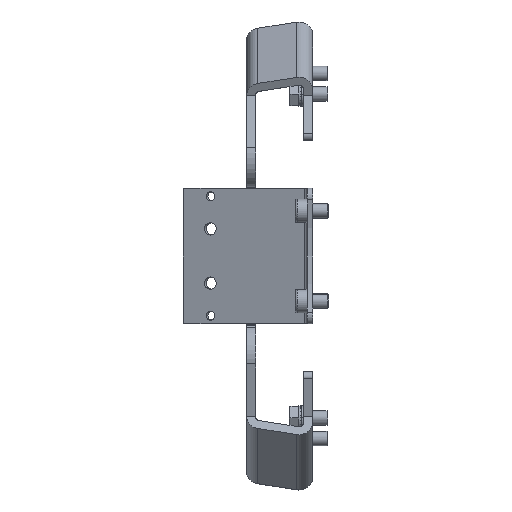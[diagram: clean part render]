
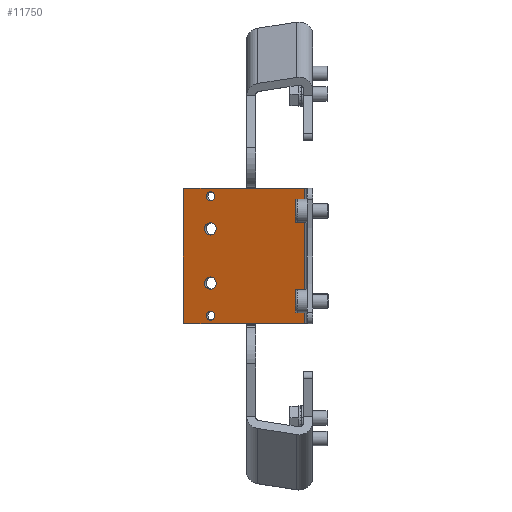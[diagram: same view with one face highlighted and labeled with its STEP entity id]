
A CAD part, front view. The second image highlights one B-rep face of the part: STEP entity #11750.
In plain terms, the highlighted planar face has unit normal (-0.342, -0.94, 0).
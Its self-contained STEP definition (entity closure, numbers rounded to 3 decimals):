
#778 = LINE ( 'NONE', #12939, #17770 ) ;
#1159 = ORIENTED_EDGE ( 'NONE', *, *, #30565, .F. ) ;
#2055 = AXIS2_PLACEMENT_3D ( 'NONE', #30510, #37257, #27278 ) ;
#2257 = DIRECTION ( 'NONE',  ( 0.94, -0.342, 0. ) ) ;
#2446 = LINE ( 'NONE', #14739, #19452 ) ;
#2902 = CARTESIAN_POINT ( 'NONE',  ( 1803.684, 171.378, 2007.5 ) ) ;
#2904 = DIRECTION ( 'NONE',  ( -0.342, -0.94, 0. ) ) ;
#4332 = AXIS2_PLACEMENT_3D ( 'NONE', #17456, #41071, #20892 ) ;
#4762 = FACE_BOUND ( 'NONE', #24278, .T. ) ;
#4851 = VERTEX_POINT ( 'NONE', #41280 ) ;
#4947 = CARTESIAN_POINT ( 'NONE',  ( 1749.183, 191.215, 2003. ) ) ;
#5168 = VERTEX_POINT ( 'NONE', #43099 ) ;
#5191 = CARTESIAN_POINT ( 'NONE',  ( 1737.437, 195.49, 2006.5 ) ) ;
#5878 = VERTEX_POINT ( 'NONE', #33805 ) ;
#6146 = CARTESIAN_POINT ( 'NONE',  ( 1754.727, 189.197, 1955. ) ) ;
#6801 = ORIENTED_EDGE ( 'NONE', *, *, #28846, .T. ) ;
#7265 = CIRCLE ( 'NONE', #24142, 2.5 ) ;
#7542 = ORIENTED_EDGE ( 'NONE', *, *, #38977, .F. ) ;
#8437 = EDGE_CURVE ( 'NONE', #17175, #13858, #7265, .T. ) ;
#8596 = DIRECTION ( 'NONE',  ( 0.94, -0.342, 0. ) ) ;
#8940 = ORIENTED_EDGE ( 'NONE', *, *, #28766, .F. ) ;
#9158 = VERTEX_POINT ( 'NONE', #17089 ) ;
#9213 = CARTESIAN_POINT ( 'NONE',  ( 1751.532, 190.36, 2003. ) ) ;
#9497 = AXIS2_PLACEMENT_3D ( 'NONE', #9213, #32940, #12613 ) ;
#9864 = AXIS2_PLACEMENT_3D ( 'NONE', #42760, #22616, #2257 ) ;
#10045 = CIRCLE ( 'NONE', #18632, 3.4 ) ;
#10577 = CIRCLE ( 'NONE', #4332, 2.5 ) ;
#10705 = CARTESIAN_POINT ( 'NONE',  ( 1751.532, 190.36, 1985. ) ) ;
#10821 = CIRCLE ( 'NONE', #26805, 3.4 ) ;
#11640 = CARTESIAN_POINT ( 'NONE',  ( 1748.337, 191.523, 1955. ) ) ;
#11728 = CARTESIAN_POINT ( 'NONE',  ( 1806.974, 170.181, 1932.5 ) ) ;
#11750 = ADVANCED_FACE ( 'NONE', ( #22863, #39720, #31832, #4762, #13769 ), #20439, .T. ) ;
#11812 = EDGE_CURVE ( 'NONE', #12037, #4851, #10577, .T. ) ;
#12037 = VERTEX_POINT ( 'NONE', #4947 ) ;
#12287 = CIRCLE ( 'NONE', #28132, 1. ) ;
#12613 = DIRECTION ( 'NONE',  ( 0.94, -0.342, 0. ) ) ;
#12939 = CARTESIAN_POINT ( 'NONE',  ( 1806.974, 170.181, 2007.5 ) ) ;
#13285 = EDGE_LOOP ( 'NONE', ( #15654, #8940 ) ) ;
#13769 = FACE_OUTER_BOUND ( 'NONE', #23799, .T. ) ;
#13858 = VERTEX_POINT ( 'NONE', #28754 ) ;
#14107 = DIRECTION ( 'NONE',  ( 0.94, -0.342, 0. ) ) ;
#14439 = ORIENTED_EDGE ( 'NONE', *, *, #11812, .F. ) ;
#14563 = AXIS2_PLACEMENT_3D ( 'NONE', #5191, #28959, #8596 ) ;
#14739 = CARTESIAN_POINT ( 'NONE',  ( 1736.497, 195.832, 2007.5 ) ) ;
#15022 = CARTESIAN_POINT ( 'NONE',  ( 1751.532, 190.36, 1985. ) ) ;
#15492 = ORIENTED_EDGE ( 'NONE', *, *, #18243, .F. ) ;
#15493 = CIRCLE ( 'NONE', #9864, 2.5 ) ;
#15654 = ORIENTED_EDGE ( 'NONE', *, *, #8437, .F. ) ;
#16332 = CARTESIAN_POINT ( 'NONE',  ( 1737.437, 195.49, 1933.5 ) ) ;
#16380 = DIRECTION ( 'NONE',  ( -0.94, 0.342, 0. ) ) ;
#17089 = CARTESIAN_POINT ( 'NONE',  ( 1803.684, 171.378, 1932.5 ) ) ;
#17175 = VERTEX_POINT ( 'NONE', #24632 ) ;
#17243 = EDGE_CURVE ( 'NONE', #41814, #5878, #2446, .T. ) ;
#17456 = CARTESIAN_POINT ( 'NONE',  ( 1751.532, 190.36, 2003. ) ) ;
#17770 = VECTOR ( 'NONE', #16380, 1000. ) ;
#18211 = DIRECTION ( 'NONE',  ( 0., 0., -1. ) ) ;
#18243 = EDGE_CURVE ( 'NONE', #4851, #12037, #41002, .T. ) ;
#18478 = DIRECTION ( 'NONE',  ( 0.94, -0.342, 0. ) ) ;
#18632 = AXIS2_PLACEMENT_3D ( 'NONE', #15022, #38707, #18478 ) ;
#18651 = CARTESIAN_POINT ( 'NONE',  ( 1751.532, 190.36, 1955. ) ) ;
#19452 = VECTOR ( 'NONE', #18211, 1000. ) ;
#19518 = DIRECTION ( 'NONE',  ( -0.342, -0.94, 0. ) ) ;
#19763 = DIRECTION ( 'NONE',  ( 0.94, -0.342, 0. ) ) ;
#19924 = CARTESIAN_POINT ( 'NONE',  ( 1748.337, 191.523, 1985. ) ) ;
#20439 = PLANE ( 'NONE',  #2055 ) ;
#20892 = DIRECTION ( 'NONE',  ( 0.94, -0.342, 0. ) ) ;
#21086 = VERTEX_POINT ( 'NONE', #6146 ) ;
#22097 = DIRECTION ( 'NONE',  ( 0.94, -0.342, 0. ) ) ;
#22247 = CARTESIAN_POINT ( 'NONE',  ( 1803.684, 171.378, 2007.5 ) ) ;
#22496 = VERTEX_POINT ( 'NONE', #11640 ) ;
#22616 = DIRECTION ( 'NONE',  ( -0.342, -0.94, 0. ) ) ;
#22863 = FACE_BOUND ( 'NONE', #24977, .T. ) ;
#23285 = ORIENTED_EDGE ( 'NONE', *, *, #26044, .F. ) ;
#23286 = CARTESIAN_POINT ( 'NONE',  ( 1751.532, 190.36, 1937. ) ) ;
#23799 = EDGE_LOOP ( 'NONE', ( #23957, #33668, #43125, #6801, #1159, #40877 ) ) ;
#23957 = ORIENTED_EDGE ( 'NONE', *, *, #43721, .T. ) ;
#24142 = AXIS2_PLACEMENT_3D ( 'NONE', #23286, #2904, #26683 ) ;
#24278 = EDGE_LOOP ( 'NONE', ( #15492, #14439 ) ) ;
#24632 = CARTESIAN_POINT ( 'NONE',  ( 1753.881, 189.505, 1937. ) ) ;
#24698 = EDGE_CURVE ( 'NONE', #42886, #41814, #39323, .T. ) ;
#24977 = EDGE_LOOP ( 'NONE', ( #7542, #40998 ) ) ;
#25445 = DIRECTION ( 'NONE',  ( -0.94, 0.342, 0. ) ) ;
#25635 = DIRECTION ( 'NONE',  ( 0., 0., -1. ) ) ;
#26044 = EDGE_CURVE ( 'NONE', #5168, #30465, #10045, .T. ) ;
#26683 = DIRECTION ( 'NONE',  ( 0.94, -0.342, 0. ) ) ;
#26805 = AXIS2_PLACEMENT_3D ( 'NONE', #39735, #19518, #43091 ) ;
#27197 = AXIS2_PLACEMENT_3D ( 'NONE', #18651, #42235, #22097 ) ;
#27278 = DIRECTION ( 'NONE',  ( 0.94, -0.342, 0. ) ) ;
#27910 = ORIENTED_EDGE ( 'NONE', *, *, #28512, .F. ) ;
#28132 = AXIS2_PLACEMENT_3D ( 'NONE', #16332, #39981, #19763 ) ;
#28512 = EDGE_CURVE ( 'NONE', #30465, #5168, #34078, .T. ) ;
#28754 = CARTESIAN_POINT ( 'NONE',  ( 1749.183, 191.215, 1937. ) ) ;
#28766 = EDGE_CURVE ( 'NONE', #13858, #17175, #15493, .T. ) ;
#28846 = EDGE_CURVE ( 'NONE', #5878, #30321, #12287, .T. ) ;
#28959 = DIRECTION ( 'NONE',  ( -0.342, -0.94, 0. ) ) ;
#29765 = VECTOR ( 'NONE', #25445, 1000. ) ;
#30321 = VERTEX_POINT ( 'NONE', #39266 ) ;
#30465 = VERTEX_POINT ( 'NONE', #19924 ) ;
#30510 = CARTESIAN_POINT ( 'NONE',  ( 1806.974, 170.181, 2007.5 ) ) ;
#30565 = EDGE_CURVE ( 'NONE', #9158, #30321, #30800, .T. ) ;
#30800 = LINE ( 'NONE', #11728, #29765 ) ;
#31682 = CARTESIAN_POINT ( 'NONE',  ( 1737.437, 195.49, 2007.5 ) ) ;
#31832 = FACE_BOUND ( 'NONE', #13285, .T. ) ;
#32660 = VECTOR ( 'NONE', #25635, 1000. ) ;
#32940 = DIRECTION ( 'NONE',  ( -0.342, -0.94, 0. ) ) ;
#33375 = VERTEX_POINT ( 'NONE', #2902 ) ;
#33668 = ORIENTED_EDGE ( 'NONE', *, *, #24698, .T. ) ;
#33805 = CARTESIAN_POINT ( 'NONE',  ( 1736.497, 195.832, 1933.5 ) ) ;
#34078 = CIRCLE ( 'NONE', #43261, 3.4 ) ;
#34440 = DIRECTION ( 'NONE',  ( -0.342, -0.94, 0. ) ) ;
#35608 = CIRCLE ( 'NONE', #27197, 3.4 ) ;
#35810 = EDGE_LOOP ( 'NONE', ( #23285, #27910 ) ) ;
#37257 = DIRECTION ( 'NONE',  ( -0.342, -0.94, 0. ) ) ;
#38707 = DIRECTION ( 'NONE',  ( -0.342, -0.94, 0. ) ) ;
#38969 = CARTESIAN_POINT ( 'NONE',  ( 1736.497, 195.832, 2006.5 ) ) ;
#38977 = EDGE_CURVE ( 'NONE', #21086, #22496, #35608, .T. ) ;
#39266 = CARTESIAN_POINT ( 'NONE',  ( 1737.437, 195.49, 1932.5 ) ) ;
#39323 = CIRCLE ( 'NONE', #14563, 1. ) ;
#39720 = FACE_BOUND ( 'NONE', #35810, .T. ) ;
#39735 = CARTESIAN_POINT ( 'NONE',  ( 1751.532, 190.36, 1955. ) ) ;
#39981 = DIRECTION ( 'NONE',  ( -0.342, -0.94, 0. ) ) ;
#40877 = ORIENTED_EDGE ( 'NONE', *, *, #42976, .F. ) ;
#40998 = ORIENTED_EDGE ( 'NONE', *, *, #43664, .F. ) ;
#41002 = CIRCLE ( 'NONE', #9497, 2.5 ) ;
#41071 = DIRECTION ( 'NONE',  ( -0.342, -0.94, 0. ) ) ;
#41280 = CARTESIAN_POINT ( 'NONE',  ( 1753.881, 189.505, 2003. ) ) ;
#41814 = VERTEX_POINT ( 'NONE', #38969 ) ;
#42235 = DIRECTION ( 'NONE',  ( -0.342, -0.94, 0. ) ) ;
#42647 = LINE ( 'NONE', #22247, #32660 ) ;
#42760 = CARTESIAN_POINT ( 'NONE',  ( 1751.532, 190.36, 1937. ) ) ;
#42886 = VERTEX_POINT ( 'NONE', #31682 ) ;
#42976 = EDGE_CURVE ( 'NONE', #33375, #9158, #42647, .T. ) ;
#43091 = DIRECTION ( 'NONE',  ( 0.94, -0.342, 0. ) ) ;
#43099 = CARTESIAN_POINT ( 'NONE',  ( 1754.727, 189.197, 1985. ) ) ;
#43125 = ORIENTED_EDGE ( 'NONE', *, *, #17243, .T. ) ;
#43261 = AXIS2_PLACEMENT_3D ( 'NONE', #10705, #34440, #14107 ) ;
#43664 = EDGE_CURVE ( 'NONE', #22496, #21086, #10821, .T. ) ;
#43721 = EDGE_CURVE ( 'NONE', #33375, #42886, #778, .T. ) ;
